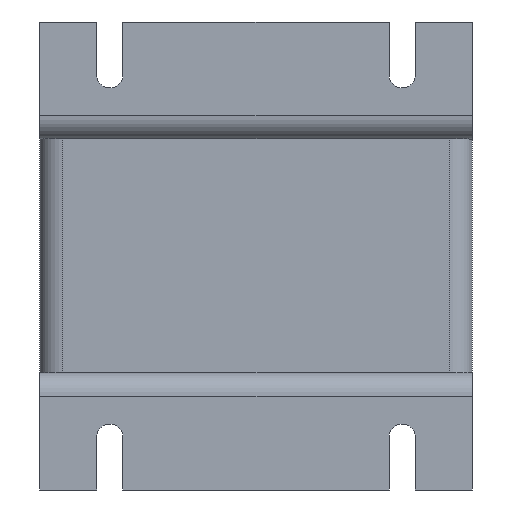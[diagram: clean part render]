
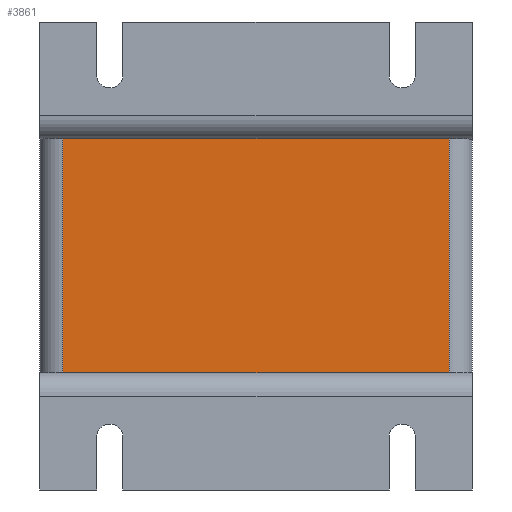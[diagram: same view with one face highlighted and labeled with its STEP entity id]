
A CAD part, left-side view. The second image highlights one B-rep face of the part: STEP entity #3861.
In plain terms, the highlighted planar face has unit normal (-1, 0, 0).
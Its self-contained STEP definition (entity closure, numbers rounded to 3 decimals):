
#130 = LINE ( 'NONE', #20319, #16903 ) ;
#401 = VECTOR ( 'NONE', #3068, 1000. ) ;
#616 = VERTEX_POINT ( 'NONE', #2596 ) ;
#1199 = EDGE_LOOP ( 'NONE', ( #21209, #9700, #14380, #2744 ) ) ;
#2596 = CARTESIAN_POINT ( 'NONE',  ( -62., -66., 40. ) ) ;
#2744 = ORIENTED_EDGE ( 'NONE', *, *, #12924, .T. ) ;
#3068 = DIRECTION ( 'NONE',  ( 0., 0., -1. ) ) ;
#3569 = CARTESIAN_POINT ( 'NONE',  ( -62., -66., -40. ) ) ;
#3849 = VECTOR ( 'NONE', #7516, 1000. ) ;
#3861 = ADVANCED_FACE ( 'NONE', ( #7123 ), #18132, .F. ) ;
#4696 = LINE ( 'NONE', #7610, #401 ) ;
#5978 = VERTEX_POINT ( 'NONE', #15901 ) ;
#7115 = EDGE_CURVE ( 'NONE', #10468, #15122, #18390, .T. ) ;
#7123 = FACE_OUTER_BOUND ( 'NONE', #1199, .T. ) ;
#7516 = DIRECTION ( 'NONE',  ( 0., -1., 0. ) ) ;
#7610 = CARTESIAN_POINT ( 'NONE',  ( -62., -66., 40. ) ) ;
#7679 = LINE ( 'NONE', #15626, #3849 ) ;
#7787 = DIRECTION ( 'NONE',  ( 0., 1., 0. ) ) ;
#9700 = ORIENTED_EDGE ( 'NONE', *, *, #20181, .F. ) ;
#9901 = DIRECTION ( 'NONE',  ( 1., 0., 0. ) ) ;
#10322 = AXIS2_PLACEMENT_3D ( 'NONE', #21032, #9901, #7787 ) ;
#10396 = DIRECTION ( 'NONE',  ( 0., -1., 0. ) ) ;
#10468 = VERTEX_POINT ( 'NONE', #19865 ) ;
#12924 = EDGE_CURVE ( 'NONE', #5978, #10468, #130, .T. ) ;
#13496 = VECTOR ( 'NONE', #10396, 1000. ) ;
#13628 = DIRECTION ( 'NONE',  ( 0., 0., -1. ) ) ;
#14380 = ORIENTED_EDGE ( 'NONE', *, *, #16434, .F. ) ;
#15122 = VERTEX_POINT ( 'NONE', #3569 ) ;
#15626 = CARTESIAN_POINT ( 'NONE',  ( -62., -66., 40. ) ) ;
#15901 = CARTESIAN_POINT ( 'NONE',  ( -62., 66., 40. ) ) ;
#16434 = EDGE_CURVE ( 'NONE', #5978, #616, #7679, .T. ) ;
#16903 = VECTOR ( 'NONE', #13628, 1000. ) ;
#18132 = PLANE ( 'NONE',  #10322 ) ;
#18390 = LINE ( 'NONE', #20604, #13496 ) ;
#19865 = CARTESIAN_POINT ( 'NONE',  ( -62., 66., -40. ) ) ;
#20181 = EDGE_CURVE ( 'NONE', #616, #15122, #4696, .T. ) ;
#20319 = CARTESIAN_POINT ( 'NONE',  ( -62., 66., 40. ) ) ;
#20604 = CARTESIAN_POINT ( 'NONE',  ( -62., -66., -40. ) ) ;
#21032 = CARTESIAN_POINT ( 'NONE',  ( -62., -66., 40. ) ) ;
#21209 = ORIENTED_EDGE ( 'NONE', *, *, #7115, .T. ) ;
